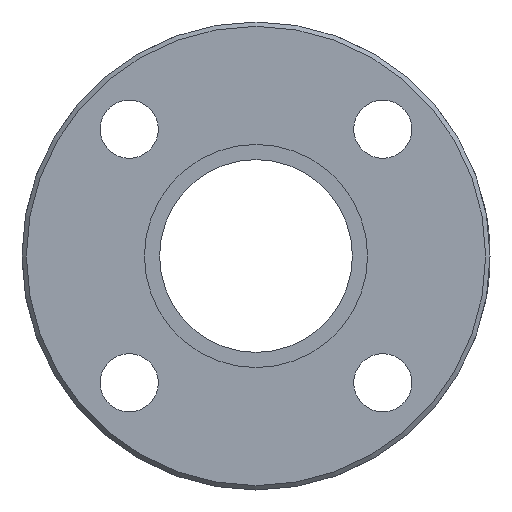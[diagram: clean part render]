
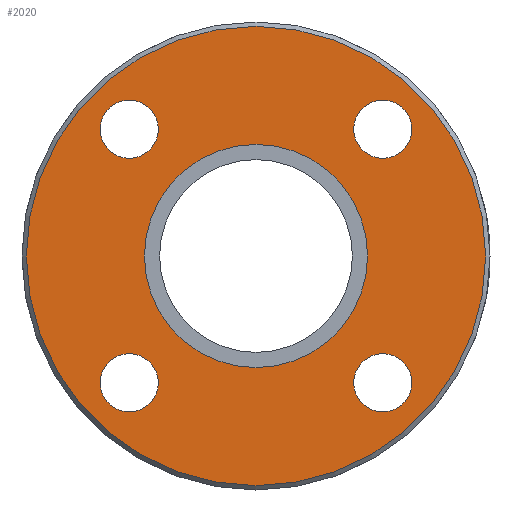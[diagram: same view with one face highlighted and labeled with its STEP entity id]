
A CAD part, front view. The second image highlights one B-rep face of the part: STEP entity #2020.
In plain terms, the highlighted planar face has unit normal (0, -1, 0).
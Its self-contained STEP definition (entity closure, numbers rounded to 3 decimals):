
#174=FACE_BOUND('',#378,.T.);
#175=FACE_BOUND('',#379,.T.);
#176=FACE_BOUND('',#380,.T.);
#177=FACE_BOUND('',#381,.T.);
#178=FACE_BOUND('',#382,.T.);
#192=PLANE('',#2165);
#260=FACE_OUTER_BOUND('',#377,.T.);
#377=EDGE_LOOP('',(#1382));
#378=EDGE_LOOP('',(#1383));
#379=EDGE_LOOP('',(#1384));
#380=EDGE_LOOP('',(#1385));
#381=EDGE_LOOP('',(#1386));
#382=EDGE_LOOP('',(#1387));
#768=CIRCLE('',#2161,26.45);
#771=CIRCLE('',#2166,12.85);
#772=CIRCLE('',#2167,3.35);
#773=CIRCLE('',#2168,3.35);
#774=CIRCLE('',#2169,3.35);
#775=CIRCLE('',#2170,3.35);
#842=VERTEX_POINT('',#2819);
#845=VERTEX_POINT('',#2829);
#846=VERTEX_POINT('',#2831);
#847=VERTEX_POINT('',#2833);
#848=VERTEX_POINT('',#2835);
#849=VERTEX_POINT('',#2837);
#1055=EDGE_CURVE('',#842,#842,#768,.T.);
#1059=EDGE_CURVE('',#845,#845,#771,.T.);
#1060=EDGE_CURVE('',#846,#846,#772,.T.);
#1061=EDGE_CURVE('',#847,#847,#773,.T.);
#1062=EDGE_CURVE('',#848,#848,#774,.T.);
#1063=EDGE_CURVE('',#849,#849,#775,.T.);
#1382=ORIENTED_EDGE('',*,*,#1055,.F.);
#1383=ORIENTED_EDGE('',*,*,#1059,.T.);
#1384=ORIENTED_EDGE('',*,*,#1060,.T.);
#1385=ORIENTED_EDGE('',*,*,#1061,.T.);
#1386=ORIENTED_EDGE('',*,*,#1062,.T.);
#1387=ORIENTED_EDGE('',*,*,#1063,.T.);
#2020=ADVANCED_FACE('',(#260,#174,#175,#176,#177,#178),#192,.T.);
#2161=AXIS2_PLACEMENT_3D('',#2821,#2342,#2343);
#2165=AXIS2_PLACEMENT_3D('',#2828,#2351,#2352);
#2166=AXIS2_PLACEMENT_3D('',#2830,#2353,#2354);
#2167=AXIS2_PLACEMENT_3D('',#2832,#2355,#2356);
#2168=AXIS2_PLACEMENT_3D('',#2834,#2357,#2358);
#2169=AXIS2_PLACEMENT_3D('',#2836,#2359,#2360);
#2170=AXIS2_PLACEMENT_3D('',#2838,#2361,#2362);
#2342=DIRECTION('center_axis',(0.,1.,0.));
#2343=DIRECTION('ref_axis',(1.,0.,0.));
#2351=DIRECTION('center_axis',(0.,-1.,0.));
#2352=DIRECTION('ref_axis',(0.,0.,-1.));
#2353=DIRECTION('center_axis',(0.,1.,0.));
#2354=DIRECTION('ref_axis',(1.,0.,0.));
#2355=DIRECTION('center_axis',(0.,1.,0.));
#2356=DIRECTION('ref_axis',(1.,0.,0.));
#2357=DIRECTION('center_axis',(0.,1.,0.));
#2358=DIRECTION('ref_axis',(0.,0.,-1.));
#2359=DIRECTION('center_axis',(0.,1.,0.));
#2360=DIRECTION('ref_axis',(-1.,0.,0.));
#2361=DIRECTION('center_axis',(0.,1.,0.));
#2362=DIRECTION('ref_axis',(0.,0.,1.));
#2819=CARTESIAN_POINT('',(-26.45,0.,0.));
#2821=CARTESIAN_POINT('Origin',(0.,0.,0.));
#2828=CARTESIAN_POINT('Origin',(-26.95,0.,0.));
#2829=CARTESIAN_POINT('',(12.85,0.,0.));
#2830=CARTESIAN_POINT('Origin',(0.,0.,0.));
#2831=CARTESIAN_POINT('',(11.252,0.,-14.602));
#2832=CARTESIAN_POINT('Origin',(14.602,0.,-14.602));
#2833=CARTESIAN_POINT('',(-14.602,0.,-11.252));
#2834=CARTESIAN_POINT('Origin',(-14.602,0.,-14.602));
#2835=CARTESIAN_POINT('',(-11.252,0.,14.602));
#2836=CARTESIAN_POINT('Origin',(-14.602,0.,14.602));
#2837=CARTESIAN_POINT('',(14.602,0.,11.252));
#2838=CARTESIAN_POINT('Origin',(14.602,0.,14.602));
